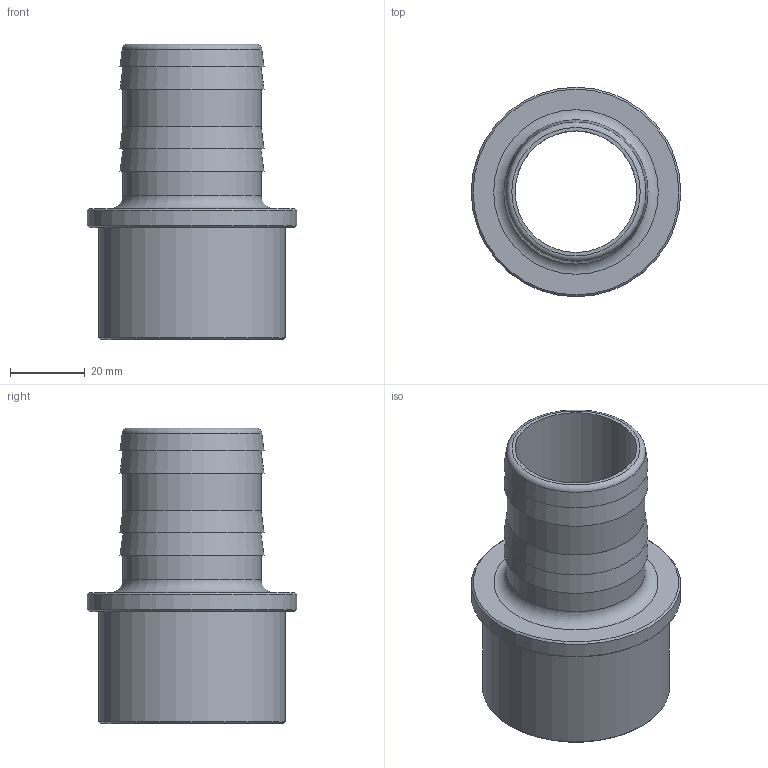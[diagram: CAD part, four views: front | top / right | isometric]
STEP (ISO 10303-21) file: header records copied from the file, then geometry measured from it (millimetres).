
FILE_DESCRIPTION(/* description */ (''),/* implementation_level */ '2;1');
FILE_NAME(/* name */ 'PVC HOSE CONNECTION SxS DIN 50-38MM GREY.stp',/* time_stamp */ '2023-05-13T10:24:10+08:00',/* author */ (''),/* organization */ (''),/* preprocessor_version */ 'ST-DEVELOPER v16',/* originating_system */ 'SIEMENS PLM Software NX 10.0',/* authorisation */ '');
FILE_SCHEMA (('AUTOMOTIVE_DESIGN { 1 0 10303 214 3 1 1 1 }'));
Length unit declared in the file: millimetre
Products named in the file (1): gelv1214D7C3km4p
Bounding box: 56 x 56 x 79 mm (x, y, z)
Volume: 41289.2 mm3; surface area: 22661.2 mm2
Topology: 1 solids, 1 shells, 27 faces, 52 edges, 35 vertices
Faces by surface type: plane 10, cone 9, cylinder 5, torus 3
Full cylindrical faces by diameter (mm): 32.5 x1, 37 x2, 50 x1, 56 x1
Entity records: 580 total; most frequent: DIRECTION 110, CARTESIAN_POINT 82, AXIS2_PLACEMENT_3D 55, FACE_BOUND 54, EDGE_LOOP 54, ORIENTED_EDGE 54, ADVANCED_FACE 27, VERTEX_POINT 27
